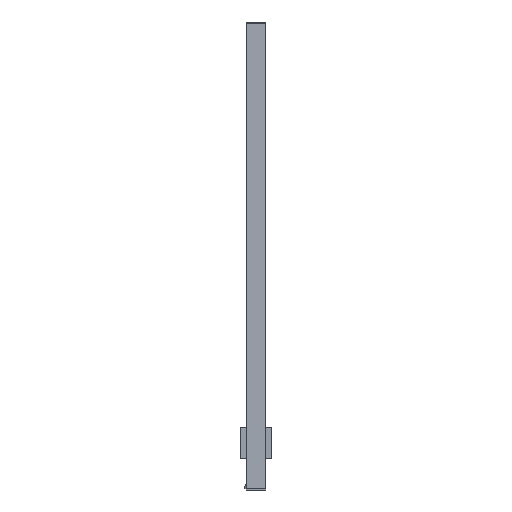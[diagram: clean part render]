
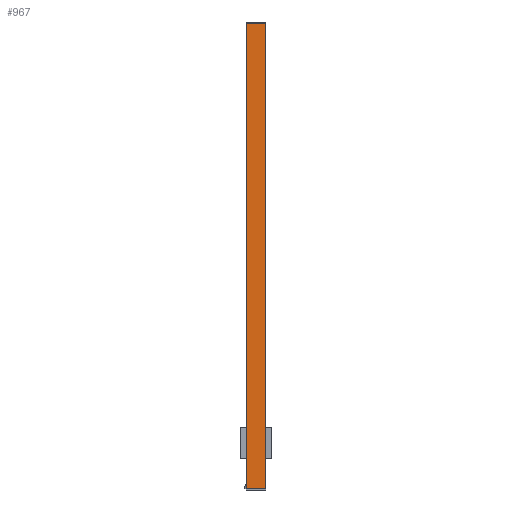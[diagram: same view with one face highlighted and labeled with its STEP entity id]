
A CAD part, front view. The second image highlights one B-rep face of the part: STEP entity #967.
In plain terms, the highlighted planar face has unit normal (0, -1, 0).
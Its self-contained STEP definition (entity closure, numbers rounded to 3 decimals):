
#63 = AXIS2_PLACEMENT_3D ( 'NONE', #995, #96, #1307 ) ;
#67 = EDGE_CURVE ( 'NONE', #1330, #1674, #1681, .T. ) ;
#82 = DIRECTION ( 'NONE',  ( -1., 0., 0. ) ) ;
#96 = DIRECTION ( 'NONE',  ( 0., 1., 0. ) ) ;
#147 = DIRECTION ( 'NONE',  ( 0., 0., 1. ) ) ;
#276 = FACE_OUTER_BOUND ( 'NONE', #1667, .T. ) ;
#283 = CARTESIAN_POINT ( 'NONE',  ( -24.898, -46.527, -197. ) ) ;
#342 = VECTOR ( 'NONE', #740, 1000. ) ;
#399 = ORIENTED_EDGE ( 'NONE', *, *, #1199, .F. ) ;
#420 = PLANE ( 'NONE',  #63 ) ;
#427 = ORIENTED_EDGE ( 'NONE', *, *, #67, .F. ) ;
#447 = DIRECTION ( 'NONE',  ( 0., 0., 1. ) ) ;
#563 = CARTESIAN_POINT ( 'NONE',  ( -24.898, -46.527, -197. ) ) ;
#608 = CARTESIAN_POINT ( 'NONE',  ( 25.102, -46.527, -197. ) ) ;
#681 = EDGE_CURVE ( 'NONE', #1097, #1108, #1811, .T. ) ;
#740 = DIRECTION ( 'NONE',  ( -1., 0., 0. ) ) ;
#756 = LINE ( 'NONE', #1592, #1024 ) ;
#831 = VECTOR ( 'NONE', #447, 1000. ) ;
#967 = ADVANCED_FACE ( 'NONE', ( #276 ), #420, .F. ) ;
#995 = CARTESIAN_POINT ( 'NONE',  ( 25.102, -46.527, -197. ) ) ;
#1024 = VECTOR ( 'NONE', #82, 1000. ) ;
#1043 = LINE ( 'NONE', #608, #342 ) ;
#1097 = VERTEX_POINT ( 'NONE', #1502 ) ;
#1108 = VERTEX_POINT ( 'NONE', #1704 ) ;
#1155 = CARTESIAN_POINT ( 'NONE',  ( -24.898, -46.527, 997. ) ) ;
#1184 = ORIENTED_EDGE ( 'NONE', *, *, #681, .T. ) ;
#1199 = EDGE_CURVE ( 'NONE', #1097, #1330, #1043, .T. ) ;
#1214 = CARTESIAN_POINT ( 'NONE',  ( 25.102, -46.527, -197. ) ) ;
#1306 = EDGE_CURVE ( 'NONE', #1108, #1674, #756, .T. ) ;
#1307 = DIRECTION ( 'NONE',  ( 0., 0., 1. ) ) ;
#1330 = VERTEX_POINT ( 'NONE', #563 ) ;
#1502 = CARTESIAN_POINT ( 'NONE',  ( 25.102, -46.527, -197. ) ) ;
#1585 = ORIENTED_EDGE ( 'NONE', *, *, #1306, .T. ) ;
#1592 = CARTESIAN_POINT ( 'NONE',  ( 25.102, -46.527, 997. ) ) ;
#1667 = EDGE_LOOP ( 'NONE', ( #1585, #427, #399, #1184 ) ) ;
#1674 = VERTEX_POINT ( 'NONE', #1155 ) ;
#1681 = LINE ( 'NONE', #283, #831 ) ;
#1702 = VECTOR ( 'NONE', #147, 1000. ) ;
#1704 = CARTESIAN_POINT ( 'NONE',  ( 25.102, -46.527, 997. ) ) ;
#1811 = LINE ( 'NONE', #1214, #1702 ) ;
